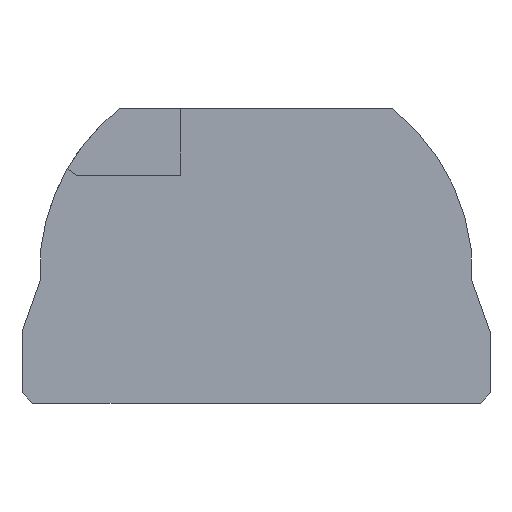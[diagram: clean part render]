
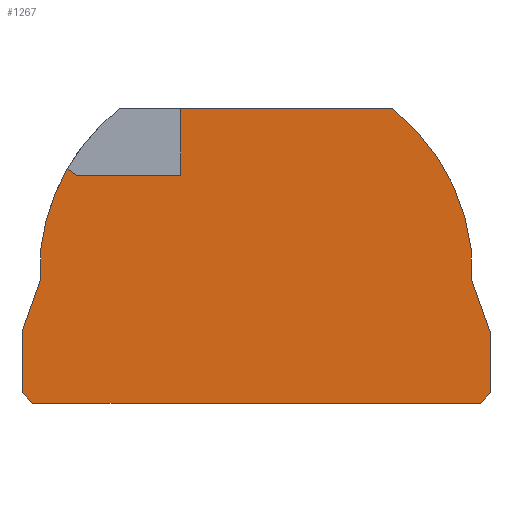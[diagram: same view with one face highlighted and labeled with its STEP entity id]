
A CAD part, front view. The second image highlights one B-rep face of the part: STEP entity #1267.
In plain terms, the highlighted planar face has unit normal (0, -1, 0).
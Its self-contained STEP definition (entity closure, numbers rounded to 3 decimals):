
#744=CARTESIAN_POINT('',(-4.045,0.0,12.132));
#745=VERTEX_POINT('',#744);
#746=CARTESIAN_POINT('',(-9.575,0.0,12.132));
#747=VERTEX_POINT('',#746);
#748=CARTESIAN_POINT('',(-4.045,0.,12.132));
#749=DIRECTION('',(-1.0,0.0,0.0));
#750=VECTOR('',#749,5.53);
#751=LINE('',#748,#750);
#752=EDGE_CURVE('',#745,#747,#751,.T.);
#784=CARTESIAN_POINT('',(-10.064,0.0,12.482));
#785=VERTEX_POINT('',#784);
#786=CARTESIAN_POINT('',(-9.575,0.,12.132));
#787=DIRECTION('',(-0.814,0.,0.581));
#788=VECTOR('',#787,0.601);
#789=LINE('',#786,#788);
#790=EDGE_CURVE('',#747,#785,#789,.T.);
#815=CARTESIAN_POINT('',(-4.045,0.0,15.677));
#816=VERTEX_POINT('',#815);
#817=CARTESIAN_POINT('',(-4.045,0.,15.677));
#818=DIRECTION('',(0.0,0.0,-1.0));
#819=VECTOR('',#818,3.544);
#820=LINE('',#817,#819);
#821=EDGE_CURVE('',#816,#745,#820,.T.);
#891=CARTESIAN_POINT('',(-11.489,0.0,8.162));
#892=VERTEX_POINT('',#891);
#899=CARTESIAN_POINT('',(-0.382,0.0,6.893));
#900=DIRECTION('',(0.,1.0,0.));
#901=DIRECTION('',(-0.873,0.,0.487));
#902=AXIS2_PLACEMENT_3D('',#899,#900,#901);
#903=CIRCLE('',#902,11.179);
#904=EDGE_CURVE('',#892,#785,#903,.T.);
#914=CARTESIAN_POINT('',(11.903,0.0,0.0));
#915=VERTEX_POINT('',#914);
#916=CARTESIAN_POINT('',(-11.903,0.0,0.0));
#917=VERTEX_POINT('',#916);
#918=CARTESIAN_POINT('',(11.903,0.,0.0));
#919=DIRECTION('',(-1.0,0.0,0.0));
#920=VECTOR('',#919,23.807);
#921=LINE('',#918,#920);
#922=EDGE_CURVE('',#915,#917,#921,.T.);
#954=CARTESIAN_POINT('',(-12.481,0.0,0.577));
#955=VERTEX_POINT('',#954);
#956=CARTESIAN_POINT('',(-11.903,0.,0.));
#957=DIRECTION('',(-0.707,0.,0.707));
#958=VECTOR('',#957,0.817);
#959=LINE('',#956,#958);
#960=EDGE_CURVE('',#917,#955,#959,.T.);
#985=CARTESIAN_POINT('',(-12.481,0.0,3.838));
#986=VERTEX_POINT('',#985);
#987=CARTESIAN_POINT('',(-12.481,0.,0.577));
#988=DIRECTION('',(0.0,0.0,1.0));
#989=VECTOR('',#988,3.26);
#990=LINE('',#987,#989);
#991=EDGE_CURVE('',#955,#986,#990,.T.);
#1016=CARTESIAN_POINT('',(-11.489,0.0,6.604));
#1017=VERTEX_POINT('',#1016);
#1018=CARTESIAN_POINT('',(-12.481,0.,3.838));
#1019=DIRECTION('',(0.338,0.,0.941));
#1020=VECTOR('',#1019,2.938);
#1021=LINE('',#1018,#1020);
#1022=EDGE_CURVE('',#986,#1017,#1021,.T.);
#1047=CARTESIAN_POINT('',(-11.489,0.,6.604));
#1048=DIRECTION('',(0.0,0.0,1.0));
#1049=VECTOR('',#1048,1.559);
#1050=LINE('',#1047,#1049);
#1051=EDGE_CURVE('',#1017,#892,#1050,.T.);
#1070=CARTESIAN_POINT('',(7.216,0.0,15.677));
#1071=VERTEX_POINT('',#1070);
#1072=CARTESIAN_POINT('',(-4.045,0.,15.677));
#1073=DIRECTION('',(1.0,0.0,0.0));
#1074=VECTOR('',#1073,11.26);
#1075=LINE('',#1072,#1074);
#1076=EDGE_CURVE('',#816,#1071,#1075,.T.);
#1102=CARTESIAN_POINT('',(11.407,0.0,8.162));
#1103=VERTEX_POINT('',#1102);
#1104=CARTESIAN_POINT('',(0.301,0.0,6.893));
#1105=DIRECTION('',(0.,1.0,0.));
#1106=DIRECTION('',(0.873,0.,0.487));
#1107=AXIS2_PLACEMENT_3D('',#1104,#1105,#1106);
#1108=CIRCLE('',#1107,11.179);
#1109=EDGE_CURVE('',#1071,#1103,#1108,.T.);
#1135=CARTESIAN_POINT('',(11.407,0.0,6.604));
#1136=VERTEX_POINT('',#1135);
#1137=CARTESIAN_POINT('',(11.407,0.,8.162));
#1138=DIRECTION('',(0.0,0.0,-1.0));
#1139=VECTOR('',#1138,1.559);
#1140=LINE('',#1137,#1139);
#1141=EDGE_CURVE('',#1103,#1136,#1140,.T.);
#1166=CARTESIAN_POINT('',(12.4,0.0,3.838));
#1167=VERTEX_POINT('',#1166);
#1168=CARTESIAN_POINT('',(11.407,0.,6.604));
#1169=DIRECTION('',(0.338,0.,-0.941));
#1170=VECTOR('',#1169,2.938);
#1171=LINE('',#1168,#1170);
#1172=EDGE_CURVE('',#1136,#1167,#1171,.T.);
#1197=CARTESIAN_POINT('',(12.4,0.0,0.577));
#1198=VERTEX_POINT('',#1197);
#1199=CARTESIAN_POINT('',(12.4,0.,3.838));
#1200=DIRECTION('',(0.0,0.0,-1.0));
#1201=VECTOR('',#1200,3.26);
#1202=LINE('',#1199,#1201);
#1203=EDGE_CURVE('',#1167,#1198,#1202,.T.);
#1228=CARTESIAN_POINT('',(12.4,0.,0.577));
#1229=DIRECTION('',(-0.652,0.,-0.758));
#1230=VECTOR('',#1229,0.761);
#1231=LINE('',#1228,#1230);
#1232=EDGE_CURVE('',#1198,#915,#1231,.T.);
#1245=CARTESIAN_POINT('',(-0.036,0.0,6.993));
#1246=DIRECTION('',(0.0,-1.0,0.0));
#1247=DIRECTION('',(1.0,0.0,0.0));
#1248=AXIS2_PLACEMENT_3D('',#1245,#1246,#1247);
#1249=PLANE('',#1248);
#1250=ORIENTED_EDGE('',*,*,#790,.T.);
#1251=ORIENTED_EDGE('',*,*,#904,.F.);
#1252=ORIENTED_EDGE('',*,*,#1051,.F.);
#1253=ORIENTED_EDGE('',*,*,#1022,.F.);
#1254=ORIENTED_EDGE('',*,*,#991,.F.);
#1255=ORIENTED_EDGE('',*,*,#960,.F.);
#1256=ORIENTED_EDGE('',*,*,#922,.F.);
#1257=ORIENTED_EDGE('',*,*,#1232,.F.);
#1258=ORIENTED_EDGE('',*,*,#1203,.F.);
#1259=ORIENTED_EDGE('',*,*,#1172,.F.);
#1260=ORIENTED_EDGE('',*,*,#1141,.F.);
#1261=ORIENTED_EDGE('',*,*,#1109,.F.);
#1262=ORIENTED_EDGE('',*,*,#1076,.F.);
#1263=ORIENTED_EDGE('',*,*,#821,.T.);
#1264=ORIENTED_EDGE('',*,*,#752,.T.);
#1265=EDGE_LOOP('',(#1250,#1251,#1252,#1253,#1254,#1255,#1256,#1257,#1258,#1259,#1260,#1261,#1262,#1263,#1264));
#1266=FACE_OUTER_BOUND('',#1265,.T.);
#1267=ADVANCED_FACE('',(#1266),#1249,.T.);
